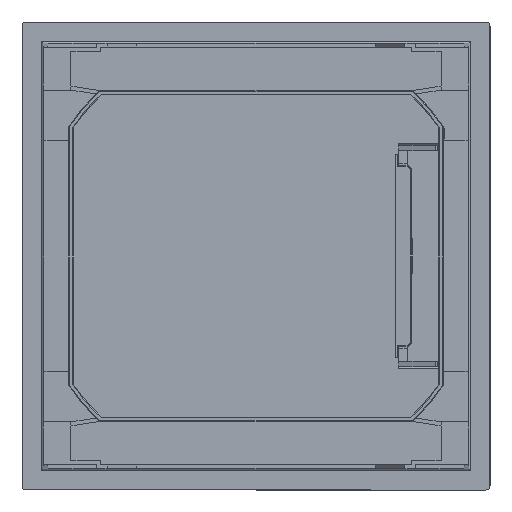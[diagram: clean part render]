
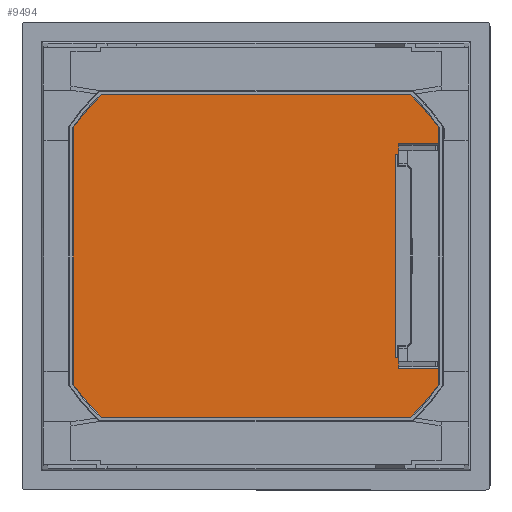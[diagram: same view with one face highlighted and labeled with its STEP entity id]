
A CAD part, front view. The second image highlights one B-rep face of the part: STEP entity #9494.
In plain terms, the highlighted planar face has unit normal (0, -1, 0).
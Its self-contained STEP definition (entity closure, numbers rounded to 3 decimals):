
#308 = DIRECTION ( 'NONE',  ( 1., 0., 0. ) ) ;
#439 = EDGE_CURVE ( 'NONE', #1054, #1700, #11142, .T. ) ;
#487 = DIRECTION ( 'NONE',  ( 0., -1., 0. ) ) ;
#488 = ORIENTED_EDGE ( 'NONE', *, *, #8257, .F. ) ;
#635 = ORIENTED_EDGE ( 'NONE', *, *, #7446, .T. ) ;
#643 = VECTOR ( 'NONE', #6205, 1000. ) ;
#858 = VERTEX_POINT ( 'NONE', #7143 ) ;
#937 = CARTESIAN_POINT ( 'NONE',  ( 59.25, -17., 67.5 ) ) ;
#994 = EDGE_CURVE ( 'NONE', #5326, #7974, #9327, .T. ) ;
#1013 = VECTOR ( 'NONE', #12165, 1000. ) ;
#1054 = VERTEX_POINT ( 'NONE', #10732 ) ;
#1225 = LINE ( 'NONE', #9147, #3060 ) ;
#1234 = VECTOR ( 'NONE', #11680, 1000. ) ;
#1340 = CARTESIAN_POINT ( 'NONE',  ( 95.072, -17., -95.072 ) ) ;
#1366 = CARTESIAN_POINT ( 'NONE',  ( -48.25, -17., 67.5 ) ) ;
#1382 = PLANE ( 'NONE',  #10612 ) ;
#1444 = CARTESIAN_POINT ( 'NONE',  ( -8.063, -17., 66. ) ) ;
#1515 = CARTESIAN_POINT ( 'NONE',  ( 48.25, -17., 67. ) ) ;
#1700 = VERTEX_POINT ( 'NONE', #11369 ) ;
#1920 = ORIENTED_EDGE ( 'NONE', *, *, #10154, .T. ) ;
#2131 = EDGE_CURVE ( 'NONE', #6427, #10962, #7688, .T. ) ;
#2152 = DIRECTION ( 'NONE',  ( 0., 0., -1. ) ) ;
#2240 = ORIENTED_EDGE ( 'NONE', *, *, #994, .T. ) ;
#2343 = CIRCLE ( 'NONE', #2764, 0.5 ) ;
#2445 = DIRECTION ( 'NONE',  ( 0., 1., 0. ) ) ;
#2552 = DIRECTION ( 'NONE',  ( 0., 0., -1. ) ) ;
#2723 = CARTESIAN_POINT ( 'NONE',  ( 47.75, -17., 66. ) ) ;
#2764 = AXIS2_PLACEMENT_3D ( 'NONE', #8500, #2445, #12414 ) ;
#2937 = VERTEX_POINT ( 'NONE', #6245 ) ;
#3004 = VERTEX_POINT ( 'NONE', #1340 ) ;
#3060 = VECTOR ( 'NONE', #12144, 1000. ) ;
#3142 = VERTEX_POINT ( 'NONE', #8003 ) ;
#3161 = EDGE_CURVE ( 'NONE', #5333, #6516, #10907, .T. ) ;
#3200 = ORIENTED_EDGE ( 'NONE', *, *, #439, .T. ) ;
#3260 = ORIENTED_EDGE ( 'NONE', *, *, #3161, .T. ) ;
#3438 = CIRCLE ( 'NONE', #6279, 0.5 ) ;
#3545 = ORIENTED_EDGE ( 'NONE', *, *, #11496, .F. ) ;
#3551 = CARTESIAN_POINT ( 'NONE',  ( -97.5, -17., 95.941 ) ) ;
#3863 = EDGE_CURVE ( 'NONE', #7974, #3004, #9058, .T. ) ;
#3897 = EDGE_CURVE ( 'NONE', #6820, #6427, #3438, .T. ) ;
#3946 = CARTESIAN_POINT ( 'NONE',  ( -95.072, -17., -95.072 ) ) ;
#4125 = CARTESIAN_POINT ( 'NONE',  ( -97.5, -17., -95.072 ) ) ;
#4243 = EDGE_CURVE ( 'NONE', #5333, #6820, #6645, .T. ) ;
#4289 = CARTESIAN_POINT ( 'NONE',  ( -52.75, -17., 95.941 ) ) ;
#4359 = DIRECTION ( 'NONE',  ( 0., 0., -1. ) ) ;
#4411 = CARTESIAN_POINT ( 'NONE',  ( 52.75, -17., 67.5 ) ) ;
#4443 = VECTOR ( 'NONE', #11722, 1000. ) ;
#4894 = ORIENTED_EDGE ( 'NONE', *, *, #4243, .F. ) ;
#4959 = LINE ( 'NONE', #10981, #12176 ) ;
#4960 = CARTESIAN_POINT ( 'NONE',  ( 47.75, -17., 67. ) ) ;
#5119 = EDGE_CURVE ( 'NONE', #1700, #5326, #6876, .T. ) ;
#5123 = DIRECTION ( 'NONE',  ( 1., 0., 0. ) ) ;
#5244 = LINE ( 'NONE', #1366, #5439 ) ;
#5326 = VERTEX_POINT ( 'NONE', #5723 ) ;
#5333 = VERTEX_POINT ( 'NONE', #2723 ) ;
#5439 = VECTOR ( 'NONE', #5123, 1000. ) ;
#5534 = ORIENTED_EDGE ( 'NONE', *, *, #10796, .T. ) ;
#5585 = DIRECTION ( 'NONE',  ( 0., 1., 0. ) ) ;
#5591 = EDGE_LOOP ( 'NONE', ( #4894, #3260, #3545, #7878, #488, #3200, #12450, #2240, #12301, #5534, #635, #1920, #8267, #11892 ) ) ;
#5723 = CARTESIAN_POINT ( 'NONE',  ( -95.072, -17., 95.941 ) ) ;
#5729 = VECTOR ( 'NONE', #2152, 1000. ) ;
#5850 = VECTOR ( 'NONE', #2552, 1000. ) ;
#5981 = DIRECTION ( 'NONE',  ( -1., 0., 0. ) ) ;
#6205 = DIRECTION ( 'NONE',  ( 0., 0., 1. ) ) ;
#6227 = EDGE_CURVE ( 'NONE', #858, #3142, #2343, .T. ) ;
#6245 = CARTESIAN_POINT ( 'NONE',  ( 52.75, -17., 95.941 ) ) ;
#6279 = AXIS2_PLACEMENT_3D ( 'NONE', #1515, #5585, #8350 ) ;
#6427 = VERTEX_POINT ( 'NONE', #11063 ) ;
#6436 = CARTESIAN_POINT ( 'NONE',  ( -47.75, -17., 66. ) ) ;
#6516 = VERTEX_POINT ( 'NONE', #6436 ) ;
#6645 = LINE ( 'NONE', #6909, #4443 ) ;
#6820 = VERTEX_POINT ( 'NONE', #4960 ) ;
#6876 = LINE ( 'NONE', #3551, #11639 ) ;
#6909 = CARTESIAN_POINT ( 'NONE',  ( 47.75, -17., 67. ) ) ;
#7143 = CARTESIAN_POINT ( 'NONE',  ( -48.25, -17., 67.5 ) ) ;
#7446 = EDGE_CURVE ( 'NONE', #12536, #2937, #4959, .T. ) ;
#7688 = LINE ( 'NONE', #937, #11997 ) ;
#7706 = VECTOR ( 'NONE', #308, 1000. ) ;
#7878 = ORIENTED_EDGE ( 'NONE', *, *, #6227, .F. ) ;
#7974 = VERTEX_POINT ( 'NONE', #3946 ) ;
#8003 = CARTESIAN_POINT ( 'NONE',  ( -47.75, -17., 67. ) ) ;
#8149 = DIRECTION ( 'NONE',  ( -1., 0., 0. ) ) ;
#8245 = CARTESIAN_POINT ( 'NONE',  ( 95.072, -17., 95.941 ) ) ;
#8257 = EDGE_CURVE ( 'NONE', #1054, #858, #5244, .T. ) ;
#8267 = ORIENTED_EDGE ( 'NONE', *, *, #2131, .F. ) ;
#8334 = FACE_OUTER_BOUND ( 'NONE', #5591, .T. ) ;
#8350 = DIRECTION ( 'NONE',  ( 0., 0., -1. ) ) ;
#8500 = CARTESIAN_POINT ( 'NONE',  ( -48.25, -17., 67. ) ) ;
#8726 = DIRECTION ( 'NONE',  ( 1., 0., 0. ) ) ;
#9058 = LINE ( 'NONE', #4125, #7706 ) ;
#9147 = CARTESIAN_POINT ( 'NONE',  ( 52.75, -17., 67.5 ) ) ;
#9327 = LINE ( 'NONE', #10548, #5850 ) ;
#9494 = ADVANCED_FACE ( 'NONE', ( #8334 ), #1382, .T. ) ;
#9826 = LINE ( 'NONE', #11862, #1234 ) ;
#9904 = CARTESIAN_POINT ( 'NONE',  ( -47.75, -17., 60. ) ) ;
#10154 = EDGE_CURVE ( 'NONE', #2937, #10962, #1225, .T. ) ;
#10548 = CARTESIAN_POINT ( 'NONE',  ( -95.072, -17., -97.5 ) ) ;
#10612 = AXIS2_PLACEMENT_3D ( 'NONE', #12244, #487, #4359 ) ;
#10732 = CARTESIAN_POINT ( 'NONE',  ( -52.75, -17., 67.5 ) ) ;
#10796 = EDGE_CURVE ( 'NONE', #3004, #12536, #9826, .T. ) ;
#10907 = LINE ( 'NONE', #1444, #1013 ) ;
#10962 = VERTEX_POINT ( 'NONE', #4411 ) ;
#10981 = CARTESIAN_POINT ( 'NONE',  ( -97.5, -17., 95.941 ) ) ;
#11063 = CARTESIAN_POINT ( 'NONE',  ( 48.25, -17., 67.5 ) ) ;
#11114 = LINE ( 'NONE', #9904, #5729 ) ;
#11142 = LINE ( 'NONE', #4289, #643 ) ;
#11369 = CARTESIAN_POINT ( 'NONE',  ( -52.75, -17., 95.941 ) ) ;
#11496 = EDGE_CURVE ( 'NONE', #3142, #6516, #11114, .T. ) ;
#11639 = VECTOR ( 'NONE', #8149, 1000. ) ;
#11680 = DIRECTION ( 'NONE',  ( 0., 0., 1. ) ) ;
#11722 = DIRECTION ( 'NONE',  ( 0., 0., 1. ) ) ;
#11862 = CARTESIAN_POINT ( 'NONE',  ( 95.072, -17., -97.5 ) ) ;
#11892 = ORIENTED_EDGE ( 'NONE', *, *, #3897, .F. ) ;
#11997 = VECTOR ( 'NONE', #8726, 1000. ) ;
#12144 = DIRECTION ( 'NONE',  ( 0., 0., -1. ) ) ;
#12165 = DIRECTION ( 'NONE',  ( -1., 0., 0. ) ) ;
#12176 = VECTOR ( 'NONE', #5981, 1000. ) ;
#12244 = CARTESIAN_POINT ( 'NONE',  ( -97.5, -17., -97.5 ) ) ;
#12301 = ORIENTED_EDGE ( 'NONE', *, *, #3863, .T. ) ;
#12414 = DIRECTION ( 'NONE',  ( 0., 0., -1. ) ) ;
#12450 = ORIENTED_EDGE ( 'NONE', *, *, #5119, .T. ) ;
#12536 = VERTEX_POINT ( 'NONE', #8245 ) ;
